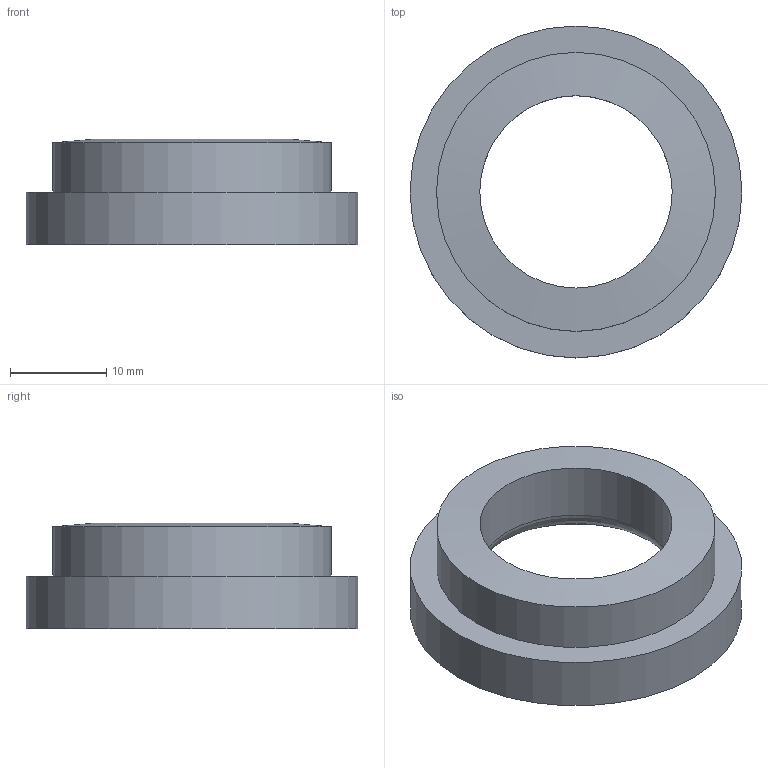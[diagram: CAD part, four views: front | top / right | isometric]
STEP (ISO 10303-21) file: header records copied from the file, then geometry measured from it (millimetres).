
FILE_DESCRIPTION(/* description */ ('DICHTRING DIN 3489'),/* implementation_level */ '2;1');
FILE_NAME(/* name */ 'GOER.stp',/* time_stamp */ '2020-03-27T08:11:15+01:00',/* author */ ('schnellinger'),/* organization */ (''),/* preprocessor_version */ 'ST-DEVELOPER v17',/* originating_system */ 'Autodesk Inventor 2018',/* authorisation */ '4418,63 mm^3');
FILE_SCHEMA (('AUTOMOTIVE_DESIGN { 1 0 10303 214 3 1 1 }'));
Length unit declared in the file: millimetre
Products named in the file (1): 20050322B0000000-00
Bounding box: 34.5 x 34.5 x 11 mm (x, y, z)
Volume: 4418.6 mm3; surface area: 2839.1 mm2
Topology: 1 solids, 1 shells, 8 faces, 24 edges, 18 vertices
Faces by surface type: cylinder 3, cone 2, plane 2, torus 1
Full cylindrical faces by diameter (mm): 20 x1, 29 x1, 34.5 x1
Entity records: 338 total; most frequent: DIRECTION 61, CARTESIAN_POINT 51, ORIENTED_EDGE 48, AXIS2_PLACEMENT_3D 28, EDGE_CURVE 24, CIRCLE 19, VERTEX_POINT 18, EDGE_LOOP 10
